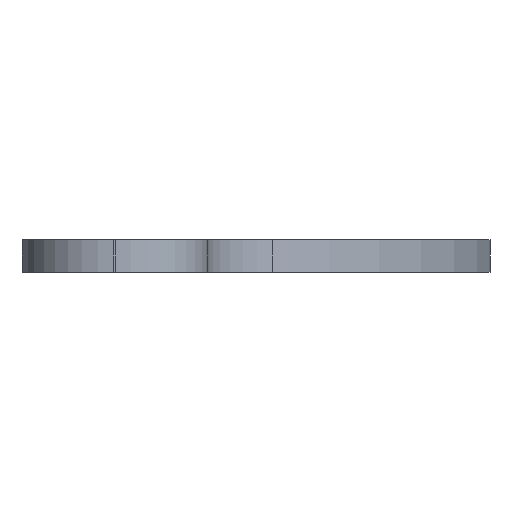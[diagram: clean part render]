
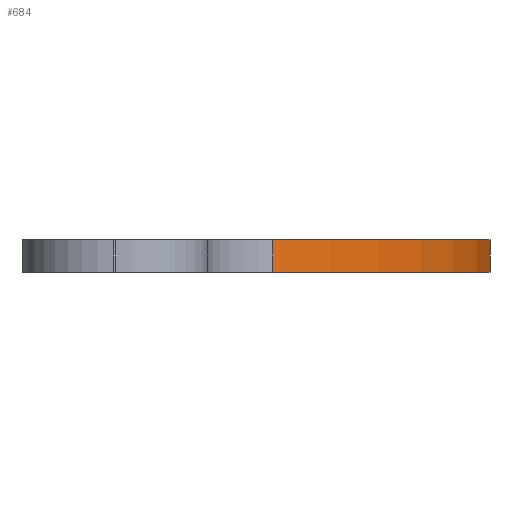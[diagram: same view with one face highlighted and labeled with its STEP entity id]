
A CAD part, front view. The second image highlights one B-rep face of the part: STEP entity #684.
In plain terms, the highlighted cylindrical face has radius 50 mm (diameter 100 mm), a partial arc.
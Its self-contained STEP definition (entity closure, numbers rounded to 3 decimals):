
#21 = VERTEX_POINT ( 'NONE', #909 ) ;
#143 = DIRECTION ( 'NONE',  ( 1., 0., 0. ) ) ;
#205 = VERTEX_POINT ( 'NONE', #1513 ) ;
#246 = AXIS2_PLACEMENT_3D ( 'NONE', #1233, #1365, #330 ) ;
#293 = CARTESIAN_POINT ( 'NONE',  ( -1.857, 185., 0. ) ) ;
#330 = DIRECTION ( 'NONE',  ( -1., 0., 0. ) ) ;
#403 = ORIENTED_EDGE ( 'NONE', *, *, #1324, .T. ) ;
#447 = CARTESIAN_POINT ( 'NONE',  ( 21.11, 140.587, 0. ) ) ;
#450 = DIRECTION ( 'NONE',  ( 0., 0., -1. ) ) ;
#454 = CARTESIAN_POINT ( 'NONE',  ( -0.883, 234.991, 0. ) ) ;
#526 = CARTESIAN_POINT ( 'NONE',  ( 21.11, 140.587, 4. ) ) ;
#580 = CARTESIAN_POINT ( 'NONE',  ( -0.883, 234.991, 4. ) ) ;
#620 = CIRCLE ( 'NONE', #923, 50. ) ;
#627 = ORIENTED_EDGE ( 'NONE', *, *, #1639, .F. ) ;
#665 = EDGE_CURVE ( 'NONE', #205, #1366, #1588, .T. ) ;
#684 = ADVANCED_FACE ( 'NONE', ( #1856 ), #1806, .T. ) ;
#844 = ORIENTED_EDGE ( 'NONE', *, *, #665, .T. ) ;
#890 = ORIENTED_EDGE ( 'NONE', *, *, #1290, .F. ) ;
#909 = CARTESIAN_POINT ( 'NONE',  ( -0.883, 234.991, 4. ) ) ;
#923 = AXIS2_PLACEMENT_3D ( 'NONE', #293, #1211, #143 ) ;
#1076 = EDGE_LOOP ( 'NONE', ( #403, #890, #627, #844 ) ) ;
#1092 = VECTOR ( 'NONE', #450, 1000. ) ;
#1211 = DIRECTION ( 'NONE',  ( 0., 0., 1. ) ) ;
#1233 = CARTESIAN_POINT ( 'NONE',  ( -1.857, 185., 4. ) ) ;
#1290 = EDGE_CURVE ( 'NONE', #21, #1327, #1793, .T. ) ;
#1324 = EDGE_CURVE ( 'NONE', #1366, #1327, #620, .T. ) ;
#1327 = VERTEX_POINT ( 'NONE', #454 ) ;
#1365 = DIRECTION ( 'NONE',  ( 0., 0., -1. ) ) ;
#1366 = VERTEX_POINT ( 'NONE', #447 ) ;
#1388 = VECTOR ( 'NONE', #1816, 1000. ) ;
#1513 = CARTESIAN_POINT ( 'NONE',  ( 21.11, 140.587, 4. ) ) ;
#1588 = LINE ( 'NONE', #526, #1092 ) ;
#1639 = EDGE_CURVE ( 'NONE', #205, #21, #1749, .T. ) ;
#1705 = AXIS2_PLACEMENT_3D ( 'NONE', #1954, #1940, #1818 ) ;
#1749 = CIRCLE ( 'NONE', #1705, 50. ) ;
#1793 = LINE ( 'NONE', #580, #1388 ) ;
#1806 = CYLINDRICAL_SURFACE ( 'NONE', #246, 50. ) ;
#1816 = DIRECTION ( 'NONE',  ( 0., 0., -1. ) ) ;
#1818 = DIRECTION ( 'NONE',  ( 1., 0., 0. ) ) ;
#1856 = FACE_OUTER_BOUND ( 'NONE', #1076, .T. ) ;
#1940 = DIRECTION ( 'NONE',  ( 0., 0., 1. ) ) ;
#1954 = CARTESIAN_POINT ( 'NONE',  ( -1.857, 185., 4. ) ) ;
